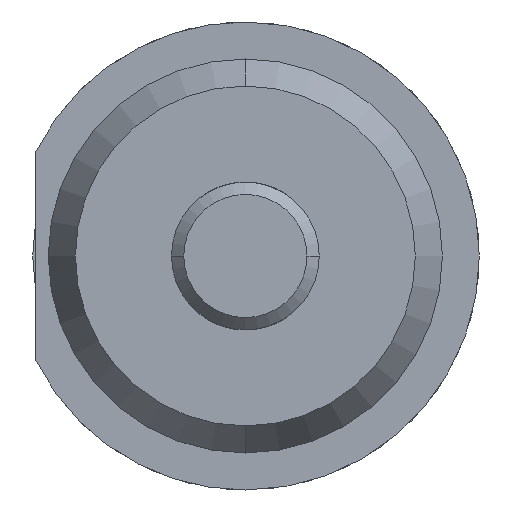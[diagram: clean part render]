
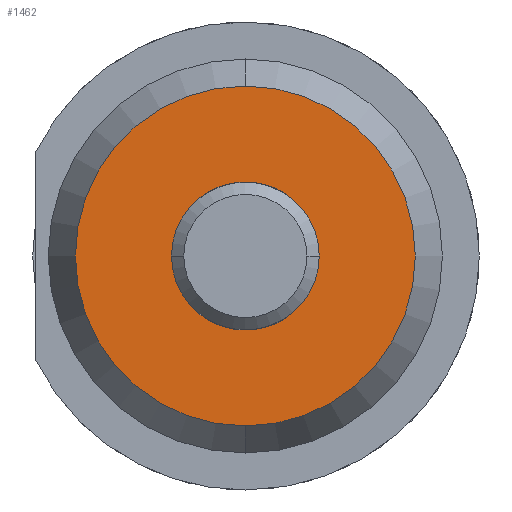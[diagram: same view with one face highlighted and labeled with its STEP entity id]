
A CAD part, left-side view. The second image highlights one B-rep face of the part: STEP entity #1462.
In plain terms, the highlighted planar face has unit normal (-1, 0, 0).
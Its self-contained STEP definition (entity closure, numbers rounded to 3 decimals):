
#487=CARTESIAN_POINT('',(-18.,0.,0.));
#488=DIRECTION('',(-1.,0.,0.));
#489=DIRECTION('',(0.,0.,1.));
#490=AXIS2_PLACEMENT_3D('',#487,#488,#489);
#492=CARTESIAN_POINT('',(-18.,0.,0.));
#493=DIRECTION('',(-1.,0.,0.));
#494=DIRECTION('',(0.,0.,-1.));
#495=AXIS2_PLACEMENT_3D('',#492,#493,#494);
#497=CARTESIAN_POINT('',(-18.,0.,0.));
#498=DIRECTION('',(-1.,0.,0.));
#499=DIRECTION('',(0.,1.,0.));
#500=AXIS2_PLACEMENT_3D('',#497,#498,#499);
#502=CARTESIAN_POINT('',(-18.,0.,0.));
#503=DIRECTION('',(-1.,0.,0.));
#504=DIRECTION('',(0.,-1.,0.));
#505=AXIS2_PLACEMENT_3D('',#502,#503,#504);
#689=CARTESIAN_POINT('',(-18.,0.,6.9));
#690=CARTESIAN_POINT('',(-18.,0.,-6.9));
#691=VERTEX_POINT('',#689);
#692=VERTEX_POINT('',#690);
#729=CARTESIAN_POINT('',(-18.,3.,0.));
#730=CARTESIAN_POINT('',(-18.,-3.,0.));
#731=VERTEX_POINT('',#729);
#732=VERTEX_POINT('',#730);
#1447=CARTESIAN_POINT('',(-18.,0.,0.));
#1448=DIRECTION('',(-1.,0.,0.));
#1449=DIRECTION('',(0.,0.,1.));
#1450=AXIS2_PLACEMENT_3D('',#1447,#1448,#1449);
#1451=PLANE('',#1450);
#1453=ORIENTED_EDGE('',*,*,#1452,.F.);
#1455=ORIENTED_EDGE('',*,*,#1454,.F.);
#1456=EDGE_LOOP('',(#1453,#1455));
#1457=FACE_OUTER_BOUND('',#1456,.F.);
#1458=ORIENTED_EDGE('',*,*,#1437,.T.);
#1459=ORIENTED_EDGE('',*,*,#1420,.T.);
#1460=EDGE_LOOP('',(#1458,#1459));
#1461=FACE_BOUND('',#1460,.F.);
#1462=ADVANCED_FACE('',(#1457,#1461),#1451,.T.);
#491=CIRCLE('',#490,6.9);
#496=CIRCLE('',#495,6.9);
#501=CIRCLE('',#500,3.);
#506=CIRCLE('',#505,3.);
#1420=EDGE_CURVE('',#732,#731,#506,.T.);
#1437=EDGE_CURVE('',#731,#732,#501,.T.);
#1452=EDGE_CURVE('',#691,#692,#491,.T.);
#1454=EDGE_CURVE('',#692,#691,#496,.T.);
